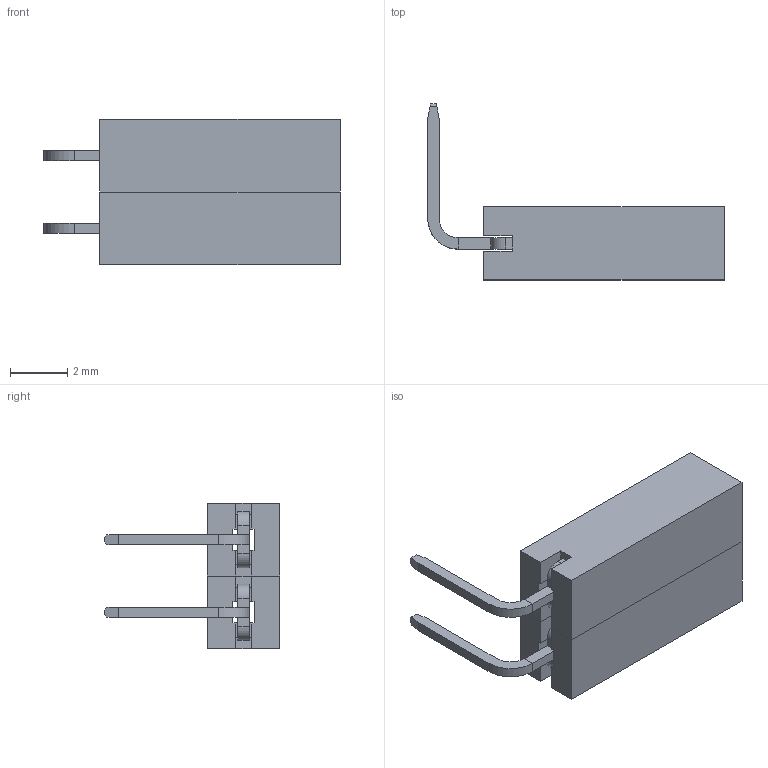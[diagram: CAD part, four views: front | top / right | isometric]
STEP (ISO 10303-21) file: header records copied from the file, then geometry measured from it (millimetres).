
FILE_DESCRIPTION (( 'STEP AP214' ), '1' );
FILE_NAME ('H254_90deg_2pin.STEP', '2021-08-17T14:20:00', ( '' ), ( '' ), 'SwSTEP 2.0', 'SolidWorks 2021', '' );
FILE_SCHEMA (( 'AUTOMOTIVE_DESIGN' ));
Length unit declared in the file: millimetre
Products named in the file (4): pin-90deg; H254_90deg_2pin; frame_H254; FrameAndPin_H254_90deg
Assembly tree (4 placements, depth 3):
  H254_90deg_2pin
    FrameAndPin_H254_90deg  x2
      frame_H254
      pin-90deg
Bounding box: 10.35 x 6.14 x 5.08 mm (x, y, z)
Volume: 91.9 mm3; surface area: 332.7 mm2
Topology: 4 solids, 4 shells, 116 faces, 306 edges, 196 vertices
Faces by surface type: plane 98, cylinder 18
Entity records: 1954 total; most frequent: CARTESIAN_POINT 458, ORIENTED_EDGE 306, DIRECTION 256, EDGE_CURVE 153, VERTEX_POINT 98, LINE 88, VECTOR 88, AXIS2_PLACEMENT_3D 84
